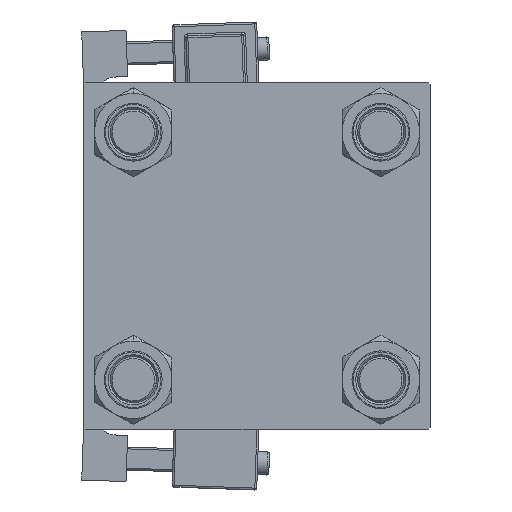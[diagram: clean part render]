
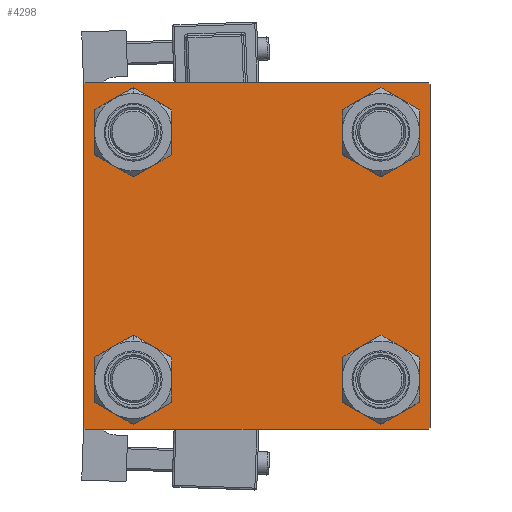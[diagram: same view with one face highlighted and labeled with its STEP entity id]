
A CAD part, left-side view. The second image highlights one B-rep face of the part: STEP entity #4298.
In plain terms, the highlighted planar face has unit normal (-1, 0, 0).
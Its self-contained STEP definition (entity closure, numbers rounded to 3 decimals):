
#537 = DIRECTION ( 'NONE',  ( 0., 0., 1. ) ) ;
#1070 = VERTEX_POINT ( 'NONE', #53496 ) ;
#1742 = FACE_BOUND ( 'NONE', #31400, .T. ) ;
#1868 = DIRECTION ( 'NONE',  ( 1., 0., 0. ) ) ;
#1931 = LINE ( 'NONE', #49002, #29587 ) ;
#2039 = EDGE_CURVE ( 'NONE', #1070, #10820, #13288, .T. ) ;
#2380 = EDGE_CURVE ( 'NONE', #45507, #25725, #6824, .T. ) ;
#2382 = CARTESIAN_POINT ( 'NONE',  ( 0., 44.75, -44.75 ) ) ;
#2661 = DIRECTION ( 'NONE',  ( 0., -1., 0. ) ) ;
#2956 = EDGE_CURVE ( 'NONE', #14743, #45998, #13789, .T. ) ;
#3339 = AXIS2_PLACEMENT_3D ( 'NONE', #24564, #41266, #3754 ) ;
#3508 = EDGE_LOOP ( 'NONE', ( #29353, #31313, #43636, #10944, #26833, #29294, #52716, #18761 ) ) ;
#3613 = DIRECTION ( 'NONE',  ( 1., 0., 0. ) ) ;
#3754 = DIRECTION ( 'NONE',  ( 0., 0., 1. ) ) ;
#3758 = AXIS2_PLACEMENT_3D ( 'NONE', #48765, #11253, #537 ) ;
#4298 = ADVANCED_FACE ( 'NONE', ( #22550, #1742, #39518, #35428, #14596 ), #48005, .T. ) ;
#4487 = CARTESIAN_POINT ( 'NONE',  ( 0., -32.15, 38.65 ) ) ;
#4504 = DIRECTION ( 'NONE',  ( 0., 0., -1. ) ) ;
#5183 = VECTOR ( 'NONE', #4504, 1000. ) ;
#6025 = AXIS2_PLACEMENT_3D ( 'NONE', #10499, #27211, #43902 ) ;
#6344 = EDGE_CURVE ( 'NONE', #48463, #47816, #8604, .T. ) ;
#6436 = CIRCLE ( 'NONE', #37008, 6.5 ) ;
#6824 = CIRCLE ( 'NONE', #14692, 6.5 ) ;
#8604 = LINE ( 'NONE', #42004, #5183 ) ;
#8609 = ORIENTED_EDGE ( 'NONE', *, *, #44564, .T. ) ;
#9738 = DIRECTION ( 'NONE',  ( 0., -0.707, 0.707 ) ) ;
#9775 = VECTOR ( 'NONE', #12671, 1000. ) ;
#10499 = CARTESIAN_POINT ( 'NONE',  ( 0., 0., 0. ) ) ;
#10608 = AXIS2_PLACEMENT_3D ( 'NONE', #32917, #12377, #28815 ) ;
#10696 = CARTESIAN_POINT ( 'NONE',  ( 0., 32.15, 38.65 ) ) ;
#10820 = VERTEX_POINT ( 'NONE', #35178 ) ;
#10944 = ORIENTED_EDGE ( 'NONE', *, *, #14409, .T. ) ;
#11167 = CARTESIAN_POINT ( 'NONE',  ( 0., -32.15, -32.15 ) ) ;
#11253 = DIRECTION ( 'NONE',  ( 1., 0., 0. ) ) ;
#12245 = CARTESIAN_POINT ( 'NONE',  ( 0., -32.15, 32.15 ) ) ;
#12377 = DIRECTION ( 'NONE',  ( 1., 0., 0. ) ) ;
#12491 = DIRECTION ( 'NONE',  ( 0., 0., 1. ) ) ;
#12671 = DIRECTION ( 'NONE',  ( 0., 0., -1. ) ) ;
#13038 = EDGE_CURVE ( 'NONE', #1070, #48463, #47846, .T. ) ;
#13288 = LINE ( 'NONE', #37657, #28646 ) ;
#13295 = CARTESIAN_POINT ( 'NONE',  ( 0., -32.15, 32.15 ) ) ;
#13789 = CIRCLE ( 'NONE', #25170, 6.5 ) ;
#14329 = VERTEX_POINT ( 'NONE', #10696 ) ;
#14409 = EDGE_CURVE ( 'NONE', #52979, #17017, #25630, .T. ) ;
#14596 = FACE_OUTER_BOUND ( 'NONE', #3508, .T. ) ;
#14692 = AXIS2_PLACEMENT_3D ( 'NONE', #35614, #40518, #44364 ) ;
#14697 = LINE ( 'NONE', #14972, #30804 ) ;
#14743 = VERTEX_POINT ( 'NONE', #4487 ) ;
#14972 = CARTESIAN_POINT ( 'NONE',  ( 0., 45., -45. ) ) ;
#15226 = EDGE_LOOP ( 'NONE', ( #27204, #23923 ) ) ;
#16959 = ORIENTED_EDGE ( 'NONE', *, *, #2380, .T. ) ;
#17017 = VERTEX_POINT ( 'NONE', #53427 ) ;
#17039 = CARTESIAN_POINT ( 'NONE',  ( 0., -45., 45. ) ) ;
#18576 = EDGE_LOOP ( 'NONE', ( #8609, #33965 ) ) ;
#18663 = CARTESIAN_POINT ( 'NONE',  ( 0., -45., 44.5 ) ) ;
#18682 = CARTESIAN_POINT ( 'NONE',  ( 0., 32.15, -38.65 ) ) ;
#18761 = ORIENTED_EDGE ( 'NONE', *, *, #13038, .T. ) ;
#20927 = EDGE_CURVE ( 'NONE', #53188, #10820, #1931, .T. ) ;
#22550 = FACE_BOUND ( 'NONE', #51947, .T. ) ;
#22669 = CARTESIAN_POINT ( 'NONE',  ( 0., 44.75, 44.75 ) ) ;
#23200 = LINE ( 'NONE', #2382, #33370 ) ;
#23385 = ORIENTED_EDGE ( 'NONE', *, *, #49720, .T. ) ;
#23923 = ORIENTED_EDGE ( 'NONE', *, *, #43046, .T. ) ;
#24426 = CARTESIAN_POINT ( 'NONE',  ( 0., 32.15, 32.15 ) ) ;
#24564 = CARTESIAN_POINT ( 'NONE',  ( 0., 32.15, 32.15 ) ) ;
#25170 = AXIS2_PLACEMENT_3D ( 'NONE', #13295, #38205, #12491 ) ;
#25291 = CARTESIAN_POINT ( 'NONE',  ( 0., 44.5, -45. ) ) ;
#25604 = CARTESIAN_POINT ( 'NONE',  ( 0., 32.15, -25.65 ) ) ;
#25630 = LINE ( 'NONE', #37950, #42075 ) ;
#25725 = VERTEX_POINT ( 'NONE', #31039 ) ;
#26833 = ORIENTED_EDGE ( 'NONE', *, *, #27961, .F. ) ;
#26956 = CIRCLE ( 'NONE', #3339, 6.5 ) ;
#27204 = ORIENTED_EDGE ( 'NONE', *, *, #52997, .T. ) ;
#27211 = DIRECTION ( 'NONE',  ( -1., 0., 0. ) ) ;
#27688 = EDGE_CURVE ( 'NONE', #47816, #30649, #23200, .T. ) ;
#27961 = EDGE_CURVE ( 'NONE', #53188, #17017, #38111, .T. ) ;
#28543 = CARTESIAN_POINT ( 'NONE',  ( 0., -44.5, -45. ) ) ;
#28646 = VECTOR ( 'NONE', #29185, 1000. ) ;
#28789 = EDGE_CURVE ( 'NONE', #30649, #52979, #14697, .T. ) ;
#28815 = DIRECTION ( 'NONE',  ( 0., 0., 1. ) ) ;
#29185 = DIRECTION ( 'NONE',  ( 0., -1., 0. ) ) ;
#29294 = ORIENTED_EDGE ( 'NONE', *, *, #20927, .T. ) ;
#29353 = ORIENTED_EDGE ( 'NONE', *, *, #6344, .T. ) ;
#29587 = VECTOR ( 'NONE', #31770, 1000. ) ;
#30649 = VERTEX_POINT ( 'NONE', #25291 ) ;
#30804 = VECTOR ( 'NONE', #2661, 1000. ) ;
#31039 = CARTESIAN_POINT ( 'NONE',  ( 0., -32.15, -25.65 ) ) ;
#31313 = ORIENTED_EDGE ( 'NONE', *, *, #27688, .T. ) ;
#31400 = EDGE_LOOP ( 'NONE', ( #23385, #16959 ) ) ;
#31770 = DIRECTION ( 'NONE',  ( 0., 0.707, 0.707 ) ) ;
#32917 = CARTESIAN_POINT ( 'NONE',  ( 0., 32.15, -32.15 ) ) ;
#33203 = EDGE_CURVE ( 'NONE', #44861, #41154, #48365, .T. ) ;
#33370 = VECTOR ( 'NONE', #44266, 1000. ) ;
#33503 = EDGE_CURVE ( 'NONE', #45998, #14743, #35230, .T. ) ;
#33593 = DIRECTION ( 'NONE',  ( 0., 0., 1. ) ) ;
#33802 = CARTESIAN_POINT ( 'NONE',  ( 0., -32.15, -38.65 ) ) ;
#33965 = ORIENTED_EDGE ( 'NONE', *, *, #33203, .T. ) ;
#34709 = DIRECTION ( 'NONE',  ( 0., 0.707, -0.707 ) ) ;
#35178 = CARTESIAN_POINT ( 'NONE',  ( 0., -44.5, 45. ) ) ;
#35230 = CIRCLE ( 'NONE', #50108, 6.5 ) ;
#35428 = FACE_BOUND ( 'NONE', #15226, .T. ) ;
#35614 = CARTESIAN_POINT ( 'NONE',  ( 0., -32.15, -32.15 ) ) ;
#36179 = CIRCLE ( 'NONE', #51051, 6.5 ) ;
#37008 = AXIS2_PLACEMENT_3D ( 'NONE', #24426, #3613, #49870 ) ;
#37657 = CARTESIAN_POINT ( 'NONE',  ( 0., 45., 45. ) ) ;
#37950 = CARTESIAN_POINT ( 'NONE',  ( 0., -44.75, -44.75 ) ) ;
#38111 = LINE ( 'NONE', #17039, #9775 ) ;
#38205 = DIRECTION ( 'NONE',  ( 1., 0., 0. ) ) ;
#39518 = FACE_BOUND ( 'NONE', #18576, .T. ) ;
#40297 = VECTOR ( 'NONE', #34709, 1000. ) ;
#40395 = CARTESIAN_POINT ( 'NONE',  ( 0., 32.15, 25.65 ) ) ;
#40518 = DIRECTION ( 'NONE',  ( 1., 0., 0. ) ) ;
#41154 = VERTEX_POINT ( 'NONE', #25604 ) ;
#41266 = DIRECTION ( 'NONE',  ( 1., 0., 0. ) ) ;
#42004 = CARTESIAN_POINT ( 'NONE',  ( 0., 45., 45. ) ) ;
#42075 = VECTOR ( 'NONE', #9738, 1000. ) ;
#42341 = VERTEX_POINT ( 'NONE', #40395 ) ;
#42950 = CIRCLE ( 'NONE', #10608, 6.5 ) ;
#43046 = EDGE_CURVE ( 'NONE', #42341, #14329, #26956, .T. ) ;
#43636 = ORIENTED_EDGE ( 'NONE', *, *, #28789, .T. ) ;
#43902 = DIRECTION ( 'NONE',  ( 0., 0., 1. ) ) ;
#44266 = DIRECTION ( 'NONE',  ( 0., -0.707, -0.707 ) ) ;
#44364 = DIRECTION ( 'NONE',  ( 0., 0., 1. ) ) ;
#44564 = EDGE_CURVE ( 'NONE', #41154, #44861, #42950, .T. ) ;
#44673 = CARTESIAN_POINT ( 'NONE',  ( 0., -32.15, 25.65 ) ) ;
#44861 = VERTEX_POINT ( 'NONE', #18682 ) ;
#45188 = ORIENTED_EDGE ( 'NONE', *, *, #2956, .T. ) ;
#45507 = VERTEX_POINT ( 'NONE', #33802 ) ;
#45998 = VERTEX_POINT ( 'NONE', #44673 ) ;
#47816 = VERTEX_POINT ( 'NONE', #52188 ) ;
#47846 = LINE ( 'NONE', #22669, #40297 ) ;
#48005 = PLANE ( 'NONE',  #6025 ) ;
#48365 = CIRCLE ( 'NONE', #3758, 6.5 ) ;
#48463 = VERTEX_POINT ( 'NONE', #54165 ) ;
#48682 = DIRECTION ( 'NONE',  ( 0., 0., 1. ) ) ;
#48765 = CARTESIAN_POINT ( 'NONE',  ( 0., 32.15, -32.15 ) ) ;
#49002 = CARTESIAN_POINT ( 'NONE',  ( 0., -44.75, 44.75 ) ) ;
#49720 = EDGE_CURVE ( 'NONE', #25725, #45507, #36179, .T. ) ;
#49870 = DIRECTION ( 'NONE',  ( 0., 0., 1. ) ) ;
#49967 = ORIENTED_EDGE ( 'NONE', *, *, #33503, .T. ) ;
#50108 = AXIS2_PLACEMENT_3D ( 'NONE', #12245, #50572, #33593 ) ;
#50572 = DIRECTION ( 'NONE',  ( 1., 0., 0. ) ) ;
#51051 = AXIS2_PLACEMENT_3D ( 'NONE', #11167, #1868, #48682 ) ;
#51947 = EDGE_LOOP ( 'NONE', ( #45188, #49967 ) ) ;
#52188 = CARTESIAN_POINT ( 'NONE',  ( 0., 45., -44.5 ) ) ;
#52716 = ORIENTED_EDGE ( 'NONE', *, *, #2039, .F. ) ;
#52979 = VERTEX_POINT ( 'NONE', #28543 ) ;
#52997 = EDGE_CURVE ( 'NONE', #14329, #42341, #6436, .T. ) ;
#53188 = VERTEX_POINT ( 'NONE', #18663 ) ;
#53427 = CARTESIAN_POINT ( 'NONE',  ( 0., -45., -44.5 ) ) ;
#53496 = CARTESIAN_POINT ( 'NONE',  ( 0., 44.5, 45. ) ) ;
#54165 = CARTESIAN_POINT ( 'NONE',  ( 0., 45., 44.5 ) ) ;
